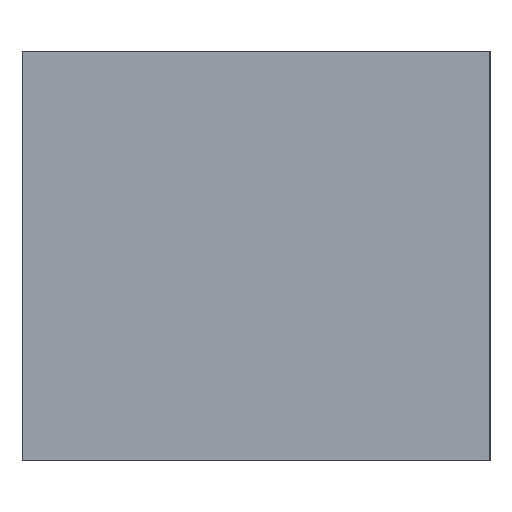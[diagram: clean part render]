
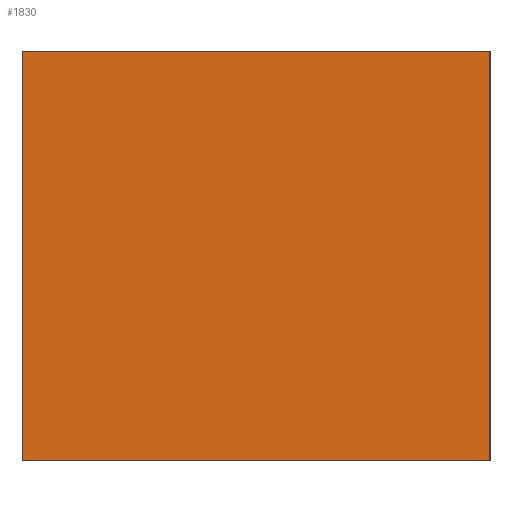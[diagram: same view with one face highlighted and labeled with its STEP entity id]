
A CAD part, left-side view. The second image highlights one B-rep face of the part: STEP entity #1830.
In plain terms, the highlighted planar face has unit normal (-1, 0, 0).
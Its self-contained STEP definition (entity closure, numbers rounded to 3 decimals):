
#167=ORIENTED_EDGE('',*,*,#527,.T.);
#168=ORIENTED_EDGE('',*,*,#515,.F.);
#169=ORIENTED_EDGE('',*,*,#495,.F.);
#170=ORIENTED_EDGE('',*,*,#552,.T.);
#495=EDGE_CURVE('',#702,#675,#840,.T.);
#515=EDGE_CURVE('',#675,#716,#851,.T.);
#527=EDGE_CURVE('',#726,#716,#863,.T.);
#552=EDGE_CURVE('',#702,#726,#888,.T.);
#675=VERTEX_POINT('',#2389);
#702=VERTEX_POINT('',#2442);
#716=VERTEX_POINT('',#2538);
#726=VERTEX_POINT('',#2566);
#840=LINE('',#2443,#1029);
#851=LINE('',#2541,#1040);
#863=LINE('',#2565,#1052);
#888=LINE('',#2610,#1077);
#1029=VECTOR('',#2048,1000.);
#1040=VECTOR('',#2069,1000.);
#1052=VECTOR('',#2089,1000.);
#1077=VECTOR('',#2118,1000.);
#1203=EDGE_LOOP('',(#167,#168,#169,#170));
#1292=FACE_BOUND('',#1203,.T.);
#1379=PLANE('',#1940);
#1830=ADVANCED_FACE('',(#1292),#1379,.F.);
#1940=AXIS2_PLACEMENT_3D('',#2617,#2127,#2128);
#2048=DIRECTION('',(0.,-1.,0.));
#2069=DIRECTION('',(0.,0.,-1.));
#2089=DIRECTION('',(0.,-1.,0.));
#2118=DIRECTION('',(0.,0.,-1.));
#2127=DIRECTION('',(1.,0.,0.));
#2128=DIRECTION('',(0.,0.,-1.));
#2389=CARTESIAN_POINT('',(-0.8,-0.4,0.35));
#2442=CARTESIAN_POINT('',(-0.8,0.4,0.35));
#2443=CARTESIAN_POINT('',(-0.8,0.4,0.35));
#2538=CARTESIAN_POINT('',(-0.8,-0.4,-0.35));
#2541=CARTESIAN_POINT('',(-0.8,-0.4,0.35));
#2565=CARTESIAN_POINT('',(-0.8,0.4,-0.35));
#2566=CARTESIAN_POINT('',(-0.8,0.4,-0.35));
#2610=CARTESIAN_POINT('',(-0.8,0.4,0.35));
#2617=CARTESIAN_POINT('',(-0.8,0.4,0.35));
